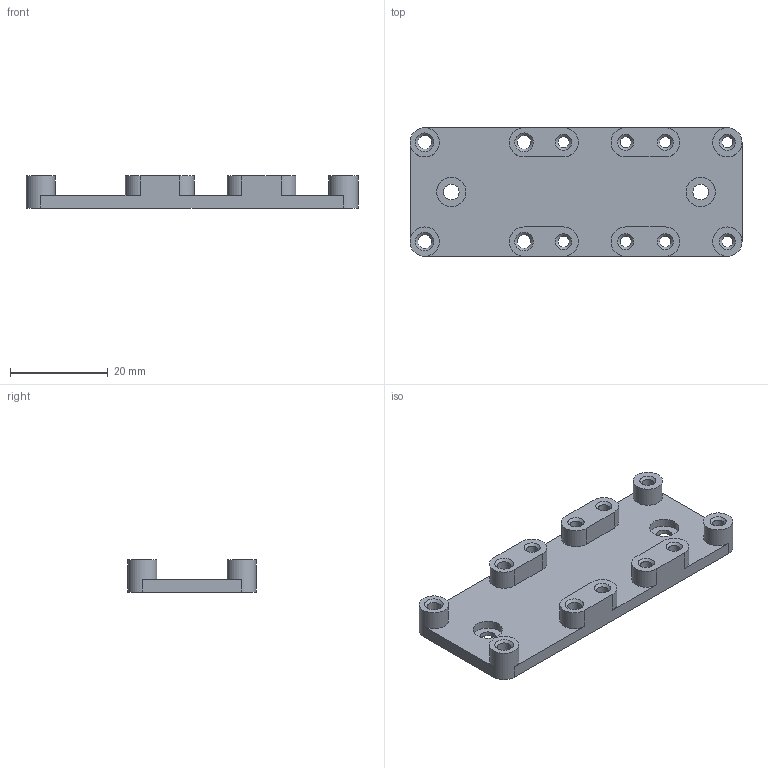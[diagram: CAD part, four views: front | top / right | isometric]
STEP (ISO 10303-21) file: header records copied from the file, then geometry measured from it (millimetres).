
FILE_DESCRIPTION(('FreeCAD Model'),'2;1');
FILE_NAME('Open CASCADE Shape Model','2023-05-21T17:05:35',(''),(''), 'Open CASCADE STEP processor 7.6','FreeCAD','Unknown');
FILE_SCHEMA(('AUTOMOTIVE_DESIGN { 1 0 10303 214 1 1 1 1 }'));
Length unit declared in the file: millimetre
Products named in the file (1): 1s2a
Bounding box: 67.88 x 26.32 x 6.6 mm (x, y, z)
Volume: 5799.8 mm3; surface area: 5420.6 mm2
Topology: 1 solids, 1 shells, 60 faces, 154 edges, 98 vertices
Faces by surface type: cylinder 28, plane 20, cone 12
Full cylindrical faces by diameter (mm): 2.3 x8, 2.8 x4, 3.2 x2, 6 x6
Entity records: 4015 total; most frequent: CARTESIAN_POINT 823, DIRECTION 621, LINE 322, VECTOR 322, ORIENTED_EDGE 308, PCURVE 308, DEFINITIONAL_REPRESENTATION 308, EDGE_CURVE 154
